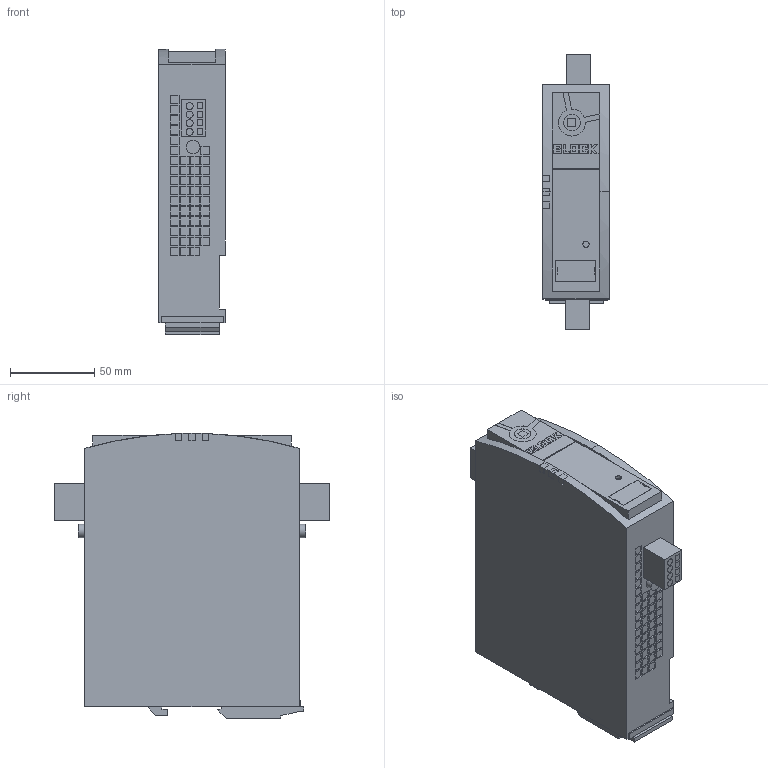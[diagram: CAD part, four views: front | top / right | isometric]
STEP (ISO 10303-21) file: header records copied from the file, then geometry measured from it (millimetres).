
FILE_DESCRIPTION (( 'STEP AP214' ), '1' );
FILE_NAME ('358422.STEP', '2023-01-18T12:21:17', ( '' ), ( '' ), 'SwSTEP 2.0', 'SolidWorks 2018', '' );
FILE_SCHEMA (( 'AUTOMOTIVE_DESIGN' ));
Length unit declared in the file: millimetre
Products named in the file (1): 358422
Bounding box: 39.5 x 163 x 169.21 mm (x, y, z)
Volume: 806151.9 mm3; surface area: 69765.4 mm2
Topology: 1 solids, 1 shells, 725 faces, 1789 edges, 1190 vertices
Faces by surface type: plane 675, cylinder 50
Entity records: 21107 total; most frequent: CARTESIAN_POINT 3705, ORIENTED_EDGE 3578, DIRECTION 3355, EDGE_CURVE 1789, VECTOR 1675, LINE 1675, VERTEX_POINT 1190, EDGE_LOOP 849
